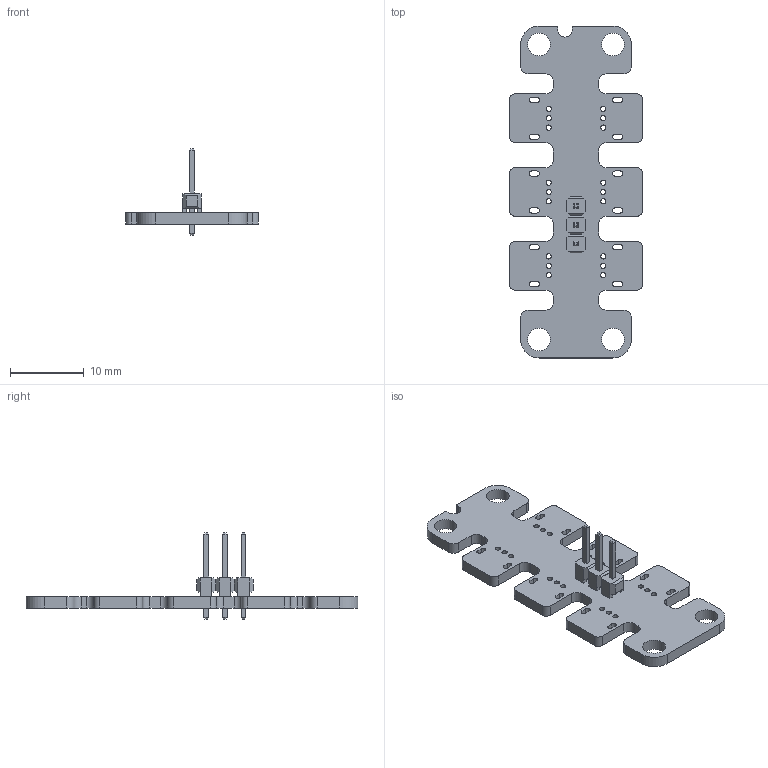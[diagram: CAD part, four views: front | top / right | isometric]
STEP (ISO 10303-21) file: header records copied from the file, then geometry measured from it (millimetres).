
FILE_DESCRIPTION(('Open CASCADE Model'),'2;1');
FILE_NAME('Open CASCADE Shape Model','2022-06-13T11:57:08',('Author'),( 'Open CASCADE'),'Open CASCADE STEP processor 6.8','Open CASCADE 6.8' ,'Unknown');
FILE_SCHEMA(('AUTOMOTIVE_DESIGN { 1 0 10303 214 1 1 1 1 }'));
Length unit declared in the file: millimetre
Products named in the file (7): PCB; Board; Open CASCADE STEP translator 6.8 2.1.1; J1; m20-9990345_asm; M20-999-MOULD; M20-999-PIN
Assembly tree (8 placements, depth 4):
  PCB
    Board
      Open CASCADE STEP translator 6.8 2.1.1
    J1
      m20-9990345_asm
        M20-999-MOULD
        M20-999-PIN  x3
Bounding box: 18 x 45 x 11.68 mm (x, y, z)
Volume: 928.8 mm3; surface area: 1834.8 mm2
Topology: 5 solids, 5 shells, 269 faces, 733 edges, 474 vertices
Faces by surface type: plane 181, cylinder 88
Full cylindrical faces by diameter (mm): 0.71 x18, 1.1 x3, 3.08 x4
Entity records: 8062 total; most frequent: CARTESIAN_POINT 1369, ORIENTED_EDGE 1354, DIRECTION 1353, EDGE_CURVE 677, LINE 501, VECTOR 501, VERTEX_POINT 442, AXIS2_PLACEMENT_3D 426
